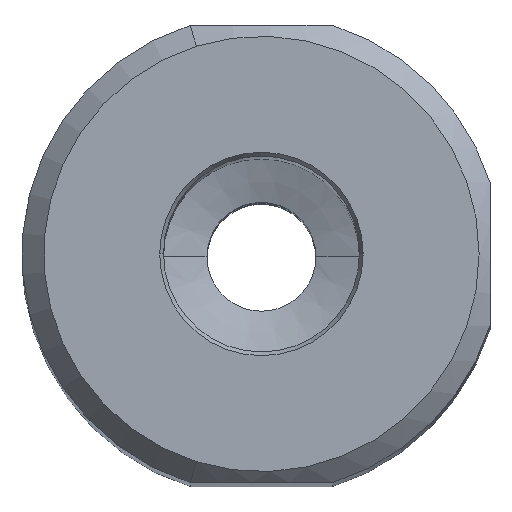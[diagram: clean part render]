
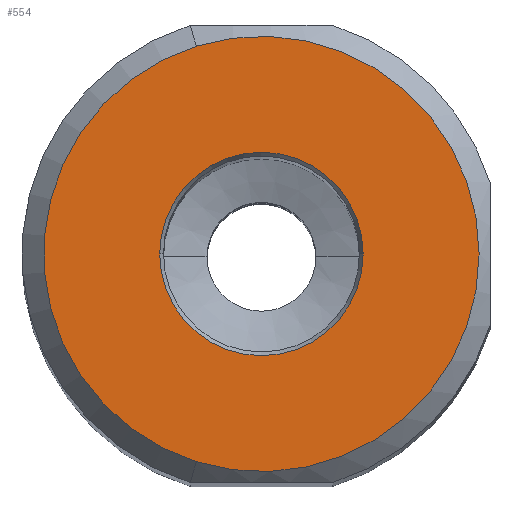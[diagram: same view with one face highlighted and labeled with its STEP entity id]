
A CAD part, top view. The second image highlights one B-rep face of the part: STEP entity #554.
In plain terms, the highlighted planar face has unit normal (0, 0, 1).
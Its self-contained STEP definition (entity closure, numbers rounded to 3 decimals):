
#554=ADVANCED_FACE('',(#684,#685),#634,.T.);
#634=PLANE('',#1967);
#684=FACE_BOUND('',#731,.T.);
#685=FACE_BOUND('',#732,.T.);
#731=EDGE_LOOP('',(#972,#973));
#732=EDGE_LOOP('',(#974,#975));
#972=ORIENTED_EDGE('',*,*,#1550,.T.);
#973=ORIENTED_EDGE('',*,*,#1548,.F.);
#974=ORIENTED_EDGE('',*,*,#1551,.T.);
#975=ORIENTED_EDGE('',*,*,#1552,.T.);
#1365=VERTEX_POINT('',#3472);
#1366=VERTEX_POINT('',#3474);
#1367=VERTEX_POINT('',#3480);
#1368=VERTEX_POINT('',#3481);
#1548=EDGE_CURVE('',#1365,#1366,#1741,.T.);
#1550=EDGE_CURVE('',#1365,#1366,#1742,.T.);
#1551=EDGE_CURVE('',#1367,#1368,#1743,.T.);
#1552=EDGE_CURVE('',#1368,#1367,#1744,.T.);
#1741=CIRCLE('',#1961,10.);
#1742=CIRCLE('',#1963,10.);
#1743=CIRCLE('',#1965,4.673);
#1744=CIRCLE('',#1966,4.673);
#1961=AXIS2_PLACEMENT_3D('',#3473,#2277,#2278);
#1963=AXIS2_PLACEMENT_3D('',#3477,#2282,#2283);
#1965=AXIS2_PLACEMENT_3D('',#3479,#2286,#2287);
#1966=AXIS2_PLACEMENT_3D('',#3482,#2288,#2289);
#1967=AXIS2_PLACEMENT_3D('',#3483,#2290,#2291);
#2277=DIRECTION('',(0.,0.,-1.));
#2278=DIRECTION('',(-0.298,0.955,0.));
#2282=DIRECTION('',(0.,0.,1.));
#2283=DIRECTION('',(-0.298,0.955,0.));
#2286=DIRECTION('',(0.,0.,-1.));
#2287=DIRECTION('',(-1.,0.,0.));
#2288=DIRECTION('',(0.,0.,-1.));
#2289=DIRECTION('',(1.,0.,0.));
#2290=DIRECTION('',(0.,0.,1.));
#2291=DIRECTION('',(1.,0.,0.));
#3472=CARTESIAN_POINT('',(-2.981,9.545,0.));
#3473=CARTESIAN_POINT('',(0.,0.,0.));
#3474=CARTESIAN_POINT('',(-2.981,-9.545,0.));
#3477=CARTESIAN_POINT('',(0.,0.,0.));
#3479=CARTESIAN_POINT('',(0.,0.,0.));
#3480=CARTESIAN_POINT('',(-4.673,0.,0.));
#3481=CARTESIAN_POINT('',(4.673,0.,0.));
#3482=CARTESIAN_POINT('',(0.,0.,0.));
#3483=CARTESIAN_POINT('',(0.,0.,0.));
